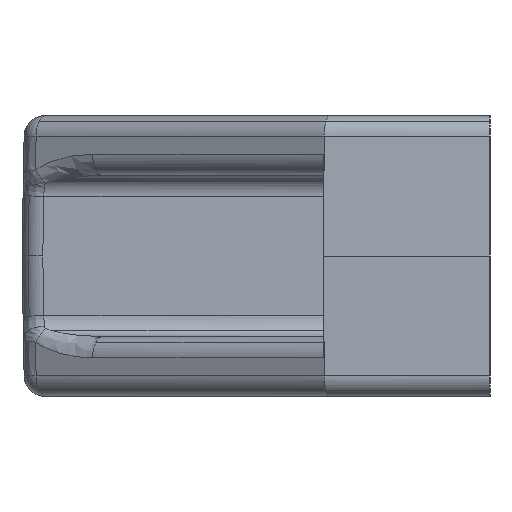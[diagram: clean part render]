
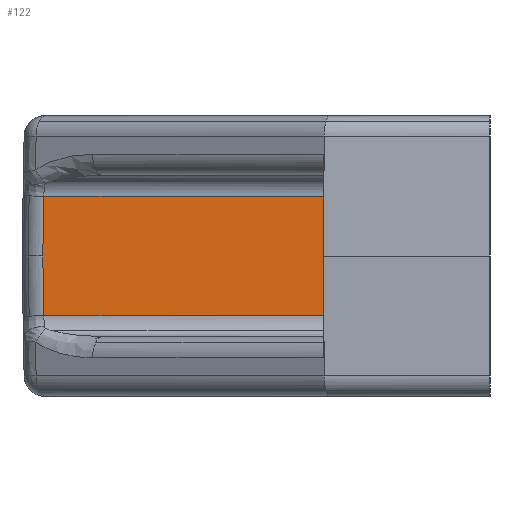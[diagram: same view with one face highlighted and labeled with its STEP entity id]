
A CAD part, left-side view. The second image highlights one B-rep face of the part: STEP entity #122.
In plain terms, the highlighted planar face has unit normal (-1, 0, 0).
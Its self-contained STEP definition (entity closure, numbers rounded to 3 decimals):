
#122=ADVANCED_FACE('',(#325),#326,.F.);
#325=FACE_OUTER_BOUND('',#1803,.T.);
#326=PLANE('',#1804);
#1803=EDGE_LOOP('',(#2447,#2448,#2449,#2450,#2451));
#1804=AXIS2_PLACEMENT_3D('',#2452,#2453,#2454);
#2447=ORIENTED_EDGE('',*,*,#2954,.F.);
#2448=ORIENTED_EDGE('',*,*,#2895,.F.);
#2449=ORIENTED_EDGE('',*,*,#3053,.F.);
#2450=ORIENTED_EDGE('',*,*,#3050,.F.);
#2451=ORIENTED_EDGE('',*,*,#2946,.F.);
#2452=CARTESIAN_POINT('',(7.75,16.0,-7.75));
#2453=DIRECTION('',(1.0,0.0,0.));
#2454=DIRECTION('',(0.,0.0,-1.0));
#2895=EDGE_CURVE('',#3256,#3258,#3259,.T.);
#2946=EDGE_CURVE('',#3355,#3357,#3358,.T.);
#2954=EDGE_CURVE('',#3258,#3355,#3370,.T.);
#3050=EDGE_CURVE('',#3357,#3510,#3511,.T.);
#3053=EDGE_CURVE('',#3510,#3256,#3514,.T.);
#3256=VERTEX_POINT('',#3775);
#3258=VERTEX_POINT('',#3777);
#3259=LINE('',#3778,#3779);
#3355=VERTEX_POINT('',#3910);
#3357=VERTEX_POINT('',#3912);
#3358=LINE('',#3913,#3914);
#3370=LINE('',#3929,#3930);
#3510=VERTEX_POINT('',#4144);
#3511=LINE('',#4145,#4146);
#3514=LINE('',#4150,#4151);
#3775=CARTESIAN_POINT('',(7.75,16.0,-5.75));
#3777=CARTESIAN_POINT('',(7.75,42.899,-5.75));
#3778=CARTESIAN_POINT('',(7.75,16.0,-5.75));
#3779=VECTOR('',#4420,10.0);
#3910=CARTESIAN_POINT('',(7.75,43.,0.));
#3912=CARTESIAN_POINT('',(7.75,42.899,5.75));
#3913=CARTESIAN_POINT('',(7.75,43.064,-3.656));
#3914=VECTOR('',#4519,10.0);
#3929=CARTESIAN_POINT('',(7.75,42.928,-4.092));
#3930=VECTOR('',#4535,10.0);
#4144=CARTESIAN_POINT('',(7.75,16.0,5.75));
#4145=CARTESIAN_POINT('',(7.75,16.0,5.75));
#4146=VECTOR('',#4729,10.0);
#4150=CARTESIAN_POINT('',(7.75,16.0,7.75));
#4151=VECTOR('',#4734,10.0);
#4420=DIRECTION('',(0.0,1.0,0.0));
#4519=DIRECTION('',(0.,-0.017,1.));
#4535=DIRECTION('',(0.,0.017,1.));
#4729=DIRECTION('',(-0.0,-1.0,-0.0));
#4734=DIRECTION('',(0.,0.0,-1.0));
